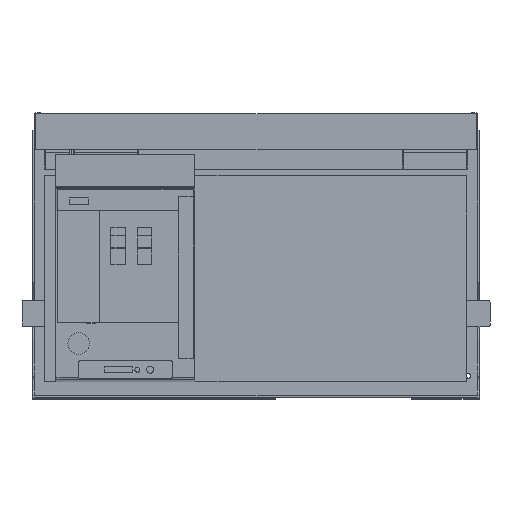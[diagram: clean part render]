
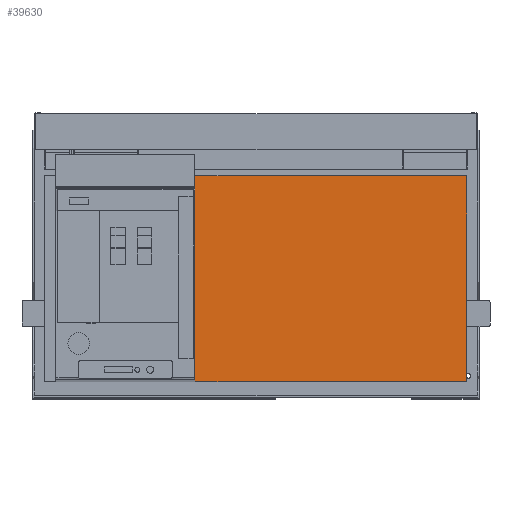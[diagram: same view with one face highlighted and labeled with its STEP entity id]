
A CAD part, top view. The second image highlights one B-rep face of the part: STEP entity #39630.
In plain terms, the highlighted planar face has unit normal (0, 0, 1).
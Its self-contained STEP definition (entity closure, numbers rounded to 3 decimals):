
#32480=CARTESIAN_POINT('',(1619.,222.466,-124.));
#32490=VERTEX_POINT('',#32480);
#32850=CARTESIAN_POINT('',(0.,222.466,-124.));
#32860=DIRECTION('',(-1.,0.,0.));
#32870=VECTOR('',#32860,1.);
#32880=LINE('',#32850,#32870);
#32890=CARTESIAN_POINT('',(2084.01,222.466,-124.));
#32900=VERTEX_POINT('',#32890);
#32910=EDGE_CURVE('',#32900,#32490,#32880,.T.);
#35080=CARTESIAN_POINT('',(2084.01,574.466,-124.));
#35090=VERTEX_POINT('',#35080);
#35120=CARTESIAN_POINT('',(0.,574.466,-124.));
#35130=DIRECTION('',(-1.,0.,0.));
#35140=VECTOR('',#35130,1.);
#35150=LINE('',#35120,#35140);
#35160=CARTESIAN_POINT('',(1619.,574.466,-124.));
#35170=VERTEX_POINT('',#35160);
#35180=EDGE_CURVE('',#35090,#35170,#35150,.T.);
#39420=CARTESIAN_POINT('',(1658.51,555.506,-124.));
#39430=DIRECTION('',(-0.,-0.,-1.));
#39440=DIRECTION('',(0.,-1.,0.));
#39450=AXIS2_PLACEMENT_3D('',#39420,#39430,#39440);
#39460=PLANE('',#39450);
#39470=ORIENTED_EDGE('',*,*,#35180,.T.);
#39480=CARTESIAN_POINT('',(2084.01,0.,-124.));
#39490=DIRECTION('',(0.,-1.,0.));
#39500=VECTOR('',#39490,1.);
#39510=LINE('',#39480,#39500);
#39520=EDGE_CURVE('',#35090,#32900,#39510,.T.);
#39530=ORIENTED_EDGE('',*,*,#39520,.F.);
#39540=ORIENTED_EDGE('',*,*,#32910,.F.);
#39550=CARTESIAN_POINT('',(1619.,0.,-124.));
#39560=DIRECTION('',(0.,-1.,0.));
#39570=VECTOR('',#39560,1.);
#39580=LINE('',#39550,#39570);
#39590=EDGE_CURVE('',#35170,#32490,#39580,.T.);
#39600=ORIENTED_EDGE('',*,*,#39590,.T.);
#39610=EDGE_LOOP('',(#39600,#39540,#39530,#39470));
#39620=FACE_OUTER_BOUND('',#39610,.T.);
#39630=ADVANCED_FACE('',(#39620),#39460,.F.);
